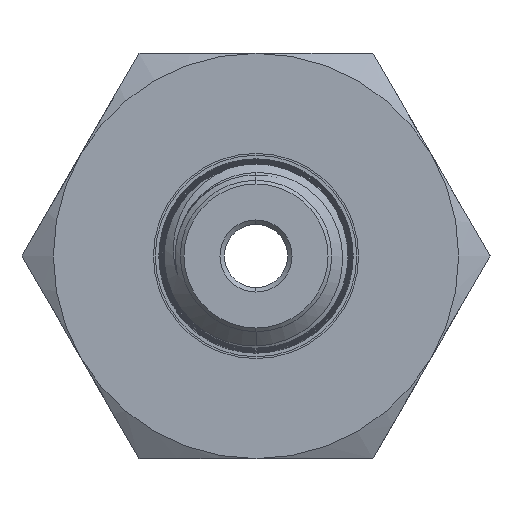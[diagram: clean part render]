
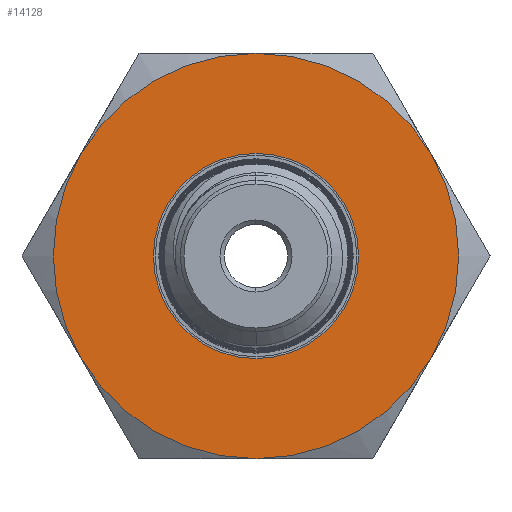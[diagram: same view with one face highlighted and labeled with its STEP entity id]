
A CAD part, left-side view. The second image highlights one B-rep face of the part: STEP entity #14128.
In plain terms, the highlighted planar face has unit normal (-1, 0, 0).
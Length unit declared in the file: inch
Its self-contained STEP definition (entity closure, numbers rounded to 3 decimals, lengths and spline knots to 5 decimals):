
#97 = EDGE_LOOP ( 'NONE', ( #3731, #2928 ) ) ;
#399 = DIRECTION ( 'NONE',  ( -1., 0., 0. ) ) ;
#560 = DIRECTION ( 'NONE',  ( 0., 0., 1. ) ) ;
#588 = VERTEX_POINT ( 'NONE', #2462 ) ;
#977 = CIRCLE ( 'NONE', #8569, 0.5625 ) ;
#1072 = PLANE ( 'NONE',  #6408 ) ;
#1475 = EDGE_CURVE ( 'NONE', #2633, #4218, #977, .T. ) ;
#1874 = DIRECTION ( 'NONE',  ( 0., 0., 1. ) ) ;
#1902 = CARTESIAN_POINT ( 'NONE',  ( -0.9445, 0., 0. ) ) ;
#2018 = AXIS2_PLACEMENT_3D ( 'NONE', #5878, #399, #8783 ) ;
#2311 = CARTESIAN_POINT ( 'NONE',  ( -0.9445, 0., -0.28475 ) ) ;
#2462 = CARTESIAN_POINT ( 'NONE',  ( -0.9445, 0.48714, 0.28125 ) ) ;
#2591 = VERTEX_POINT ( 'NONE', #14092 ) ;
#2630 = EDGE_CURVE ( 'NONE', #4218, #8307, #16320, .T. ) ;
#2633 = VERTEX_POINT ( 'NONE', #11400 ) ;
#2761 = EDGE_LOOP ( 'NONE', ( #9683, #10367, #9222, #11370, #12638, #3958 ) ) ;
#2928 = ORIENTED_EDGE ( 'NONE', *, *, #17524, .F. ) ;
#3321 = EDGE_CURVE ( 'NONE', #8307, #6600, #6548, .T. ) ;
#3731 = ORIENTED_EDGE ( 'NONE', *, *, #14655, .F. ) ;
#3776 = DIRECTION ( 'NONE',  ( -1., 0., 0. ) ) ;
#3958 = ORIENTED_EDGE ( 'NONE', *, *, #3321, .T. ) ;
#4218 = VERTEX_POINT ( 'NONE', #9181 ) ;
#4395 = FACE_BOUND ( 'NONE', #97, .T. ) ;
#4479 = DIRECTION ( 'NONE',  ( 0., 0., 1. ) ) ;
#4535 = CARTESIAN_POINT ( 'NONE',  ( -0.9445, 0., 0. ) ) ;
#5199 = CARTESIAN_POINT ( 'NONE',  ( -0.9445, 0., 0. ) ) ;
#5399 = CARTESIAN_POINT ( 'NONE',  ( -0.9445, 0., 0.5625 ) ) ;
#5454 = DIRECTION ( 'NONE',  ( 0., 0., -1. ) ) ;
#5819 = AXIS2_PLACEMENT_3D ( 'NONE', #5199, #13207, #7733 ) ;
#5878 = CARTESIAN_POINT ( 'NONE',  ( -0.9445, 0., 0. ) ) ;
#5971 = CARTESIAN_POINT ( 'NONE',  ( -0.9445, 0., 0. ) ) ;
#6408 = AXIS2_PLACEMENT_3D ( 'NONE', #13710, #14941, #5454 ) ;
#6548 = CIRCLE ( 'NONE', #14372, 0.5625 ) ;
#6600 = VERTEX_POINT ( 'NONE', #5399 ) ;
#7124 = EDGE_CURVE ( 'NONE', #6600, #588, #11732, .T. ) ;
#7291 = DIRECTION ( 'NONE',  ( -1., 0., 0. ) ) ;
#7733 = DIRECTION ( 'NONE',  ( 0., 0., 1. ) ) ;
#7907 = VERTEX_POINT ( 'NONE', #13974 ) ;
#8307 = VERTEX_POINT ( 'NONE', #14275 ) ;
#8493 = EDGE_CURVE ( 'NONE', #588, #2591, #16755, .T. ) ;
#8569 = AXIS2_PLACEMENT_3D ( 'NONE', #15876, #10114, #1874 ) ;
#8783 = DIRECTION ( 'NONE',  ( 0., 0., 1. ) ) ;
#9181 = CARTESIAN_POINT ( 'NONE',  ( -0.9445, -0.48714, -0.28125 ) ) ;
#9222 = ORIENTED_EDGE ( 'NONE', *, *, #17101, .T. ) ;
#9556 = FACE_OUTER_BOUND ( 'NONE', #2761, .T. ) ;
#9683 = ORIENTED_EDGE ( 'NONE', *, *, #7124, .T. ) ;
#9830 = DIRECTION ( 'NONE',  ( -1., 0., 0. ) ) ;
#9951 = DIRECTION ( 'NONE',  ( 0., 0., 1. ) ) ;
#9953 = CARTESIAN_POINT ( 'NONE',  ( -0.9445, 0., 0. ) ) ;
#10114 = DIRECTION ( 'NONE',  ( -1., 0., 0. ) ) ;
#10367 = ORIENTED_EDGE ( 'NONE', *, *, #8493, .T. ) ;
#10765 = AXIS2_PLACEMENT_3D ( 'NONE', #1902, #11368, #9951 ) ;
#10864 = AXIS2_PLACEMENT_3D ( 'NONE', #9953, #7291, #4479 ) ;
#11368 = DIRECTION ( 'NONE',  ( -1., 0., 0. ) ) ;
#11370 = ORIENTED_EDGE ( 'NONE', *, *, #1475, .T. ) ;
#11400 = CARTESIAN_POINT ( 'NONE',  ( -0.9445, 0., -0.5625 ) ) ;
#11732 = CIRCLE ( 'NONE', #10864, 0.5625 ) ;
#11995 = CARTESIAN_POINT ( 'NONE',  ( -0.9445, 0., 0. ) ) ;
#12638 = ORIENTED_EDGE ( 'NONE', *, *, #2630, .T. ) ;
#12828 = DIRECTION ( 'NONE',  ( 0., 0., 1. ) ) ;
#13207 = DIRECTION ( 'NONE',  ( -1., 0., 0. ) ) ;
#13405 = DIRECTION ( 'NONE',  ( 0., 0., 1. ) ) ;
#13710 = CARTESIAN_POINT ( 'NONE',  ( -0.9445, 0.28475, 0. ) ) ;
#13796 = AXIS2_PLACEMENT_3D ( 'NONE', #11995, #3776, #13405 ) ;
#13970 = CIRCLE ( 'NONE', #5819, 0.5625 ) ;
#13974 = CARTESIAN_POINT ( 'NONE',  ( -0.9445, 0., 0.28475 ) ) ;
#14092 = CARTESIAN_POINT ( 'NONE',  ( -0.9445, 0.48714, -0.28125 ) ) ;
#14128 = ADVANCED_FACE ( 'NONE', ( #4395, #9556 ), #1072, .F. ) ;
#14202 = CIRCLE ( 'NONE', #10765, 0.28475 ) ;
#14275 = CARTESIAN_POINT ( 'NONE',  ( -0.9445, -0.48714, 0.28125 ) ) ;
#14372 = AXIS2_PLACEMENT_3D ( 'NONE', #5971, #9830, #12828 ) ;
#14655 = EDGE_CURVE ( 'NONE', #7907, #17862, #15453, .T. ) ;
#14941 = DIRECTION ( 'NONE',  ( 1., 0., 0. ) ) ;
#15453 = CIRCLE ( 'NONE', #17309, 0.28475 ) ;
#15592 = DIRECTION ( 'NONE',  ( -1., 0., 0. ) ) ;
#15876 = CARTESIAN_POINT ( 'NONE',  ( -0.9445, 0., 0. ) ) ;
#16320 = CIRCLE ( 'NONE', #2018, 0.5625 ) ;
#16755 = CIRCLE ( 'NONE', #13796, 0.5625 ) ;
#17101 = EDGE_CURVE ( 'NONE', #2591, #2633, #13970, .T. ) ;
#17309 = AXIS2_PLACEMENT_3D ( 'NONE', #4535, #15592, #560 ) ;
#17524 = EDGE_CURVE ( 'NONE', #17862, #7907, #14202, .T. ) ;
#17862 = VERTEX_POINT ( 'NONE', #2311 ) ;
